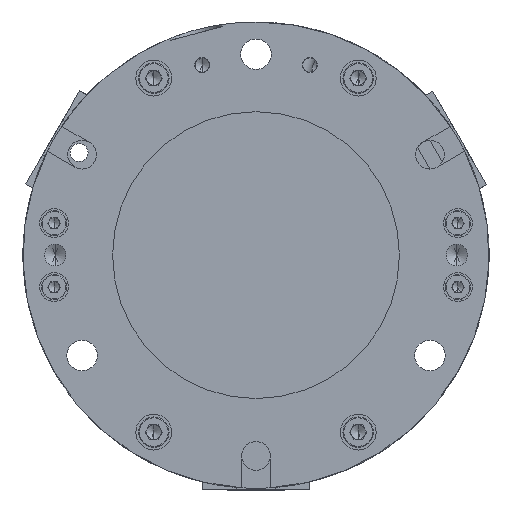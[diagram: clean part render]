
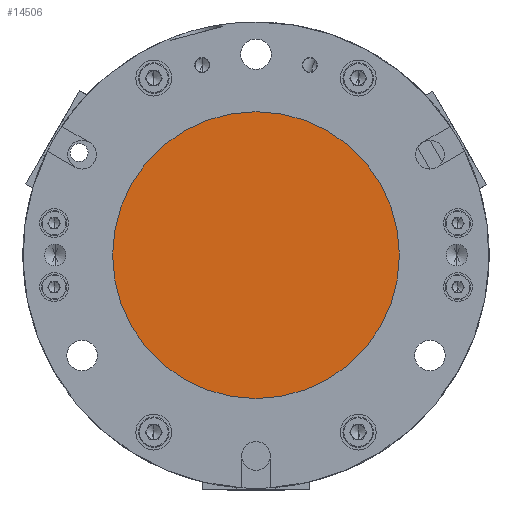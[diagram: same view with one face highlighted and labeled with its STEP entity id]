
A CAD part, front view. The second image highlights one B-rep face of the part: STEP entity #14506.
In plain terms, the highlighted planar face has unit normal (0, -1, 0).
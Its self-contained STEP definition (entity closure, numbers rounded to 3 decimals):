
#294 = AXIS2_PLACEMENT_3D ( 'NONE', #7166, #7169, #7170 ) ;
#747 = FACE_OUTER_BOUND ( 'NONE', #13692, .T. ) ;
#7166 = CARTESIAN_POINT ( 'NONE',  ( 0., -40., 0. ) ) ;
#7167 = PLANE ( 'NONE',  #294 ) ;
#7169 = DIRECTION ( 'NONE',  ( 0., -1., 0. ) ) ;
#7170 = DIRECTION ( 'NONE',  ( 0., 0., -1. ) ) ;
#7706 = VERTEX_POINT ( 'NONE', #13316 ) ;
#7813 = VERTEX_POINT ( 'NONE', #15543 ) ;
#9392 = EDGE_CURVE ( 'NONE', #7813, #7706, #17030, .T. ) ;
#9448 = EDGE_CURVE ( 'NONE', #7706, #7813, #18547, .T. ) ;
#11280 = ORIENTED_EDGE ( 'NONE', *, *, #9392, .T. ) ;
#11282 = ORIENTED_EDGE ( 'NONE', *, *, #9448, .T. ) ;
#13316 = CARTESIAN_POINT ( 'NONE',  ( 0., -40., 40. ) ) ;
#13692 = EDGE_LOOP ( 'NONE', ( #11280, #11282 ) ) ;
#14506 = ADVANCED_FACE ( 'NONE', ( #747 ), #7167, .T. ) ;
#15543 = CARTESIAN_POINT ( 'NONE',  ( 0., -40., -40. ) ) ;
#15884 = CARTESIAN_POINT ( 'NONE',  ( 0., -40., 0. ) ) ;
#15886 = DIRECTION ( 'NONE',  ( 0., -1., 0. ) ) ;
#15887 = DIRECTION ( 'NONE',  ( 0., 0., -1. ) ) ;
#16097 = CARTESIAN_POINT ( 'NONE',  ( 0., -40., 0. ) ) ;
#16099 = DIRECTION ( 'NONE',  ( 0., -1., 0. ) ) ;
#16100 = DIRECTION ( 'NONE',  ( 0., 0., -1. ) ) ;
#16630 = AXIS2_PLACEMENT_3D ( 'NONE', #15884, #15886, #15887 ) ;
#16664 = AXIS2_PLACEMENT_3D ( 'NONE', #16097, #16099, #16100 ) ;
#17030 = CIRCLE ( 'NONE', #16630, 40. ) ;
#18547 = CIRCLE ( 'NONE', #16664, 40. ) ;
